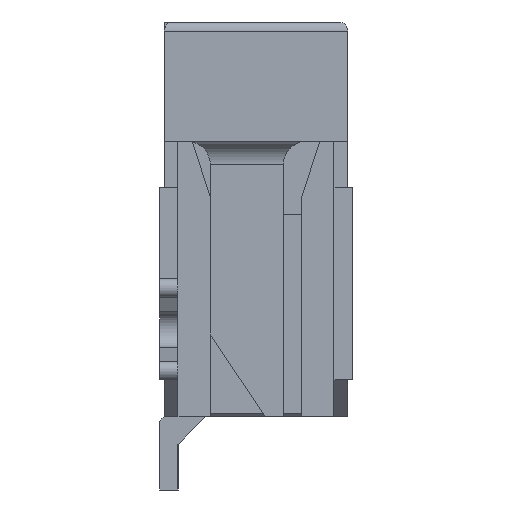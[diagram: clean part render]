
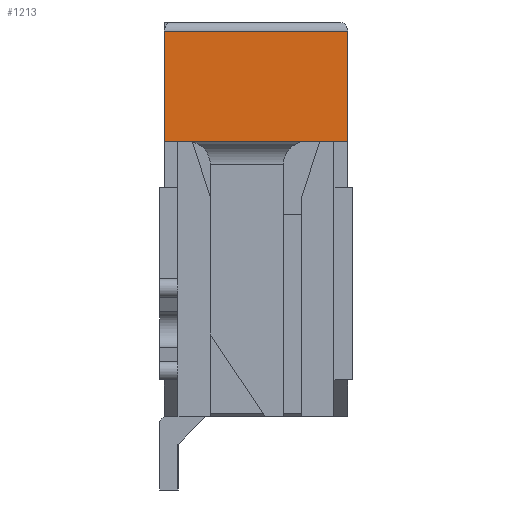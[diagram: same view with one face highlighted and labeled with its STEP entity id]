
A CAD part, left-side view. The second image highlights one B-rep face of the part: STEP entity #1213.
In plain terms, the highlighted planar face has unit normal (-1, 0, 0).
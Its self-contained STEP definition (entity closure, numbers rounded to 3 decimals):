
#1213 = ADVANCED_FACE( '', ( #2892 ), #2893, .T. );
#2892 = FACE_OUTER_BOUND( '', #5167, .T. );
#2893 = PLANE( '', #5168 );
#5167 = EDGE_LOOP( '', ( #7673, #7674, #7675, #7676 ) );
#5168 = AXIS2_PLACEMENT_3D( '', #7677, #7678, #7679 );
#7673 = ORIENTED_EDGE( '', *, *, #15516, .F. );
#7674 = ORIENTED_EDGE( '', *, *, #15517, .T. );
#7675 = ORIENTED_EDGE( '', *, *, #15518, .T. );
#7676 = ORIENTED_EDGE( '', *, *, #15519, .F. );
#7677 = CARTESIAN_POINT( '', ( -11.2, -1., 0.65 ) );
#7678 = DIRECTION( '', ( -1., 0., 0. ) );
#7679 = DIRECTION( '', ( 0., 0., 1. ) );
#15516 = EDGE_CURVE( '', #18934, #18935, #18936, .T. );
#15517 = EDGE_CURVE( '', #18934, #18937, #18938, .T. );
#15518 = EDGE_CURVE( '', #18937, #18939, #18940, .T. );
#15519 = EDGE_CURVE( '', #18935, #18939, #18941, .T. );
#18934 = VERTEX_POINT( '', #23940 );
#18935 = VERTEX_POINT( '', #23941 );
#18936 = LINE( '', #23942, #23943 );
#18937 = VERTEX_POINT( '', #23944 );
#18938 = LINE( '', #23945, #23946 );
#18939 = VERTEX_POINT( '', #23947 );
#18940 = LINE( '', #23948, #23949 );
#18941 = LINE( '', #23950, #23951 );
#23940 = CARTESIAN_POINT( '', ( -11.2, -1., 0.55 ) );
#23941 = CARTESIAN_POINT( '', ( -11.2, -1., -0.65 ) );
#23942 = CARTESIAN_POINT( '', ( -11.2, -1., 0.65 ) );
#23943 = VECTOR( '', #30721, 1000. );
#23944 = CARTESIAN_POINT( '', ( -11.2, 1., 0.55 ) );
#23945 = CARTESIAN_POINT( '', ( -11.2, 1., 0.55 ) );
#23946 = VECTOR( '', #30722, 1000. );
#23947 = CARTESIAN_POINT( '', ( -11.2, 1., -0.65 ) );
#23948 = CARTESIAN_POINT( '', ( -11.2, 1., 0.65 ) );
#23949 = VECTOR( '', #30723, 1000. );
#23950 = CARTESIAN_POINT( '', ( -11.2, -1., -0.65 ) );
#23951 = VECTOR( '', #30724, 1000. );
#30721 = DIRECTION( '', ( 0., 0., -1. ) );
#30722 = DIRECTION( '', ( 0., 1., 0. ) );
#30723 = DIRECTION( '', ( 0., 0., -1. ) );
#30724 = DIRECTION( '', ( 0., 1., 0. ) );
